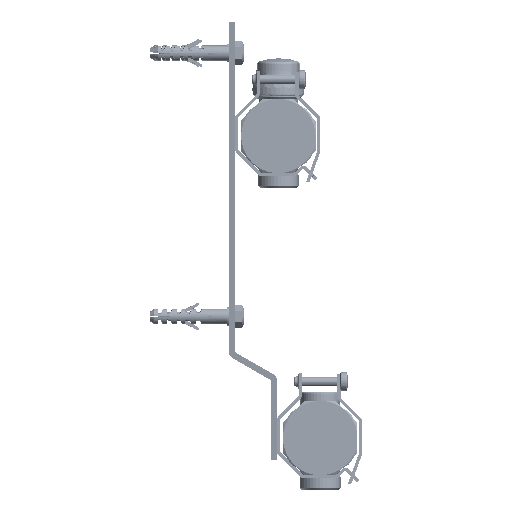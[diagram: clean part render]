
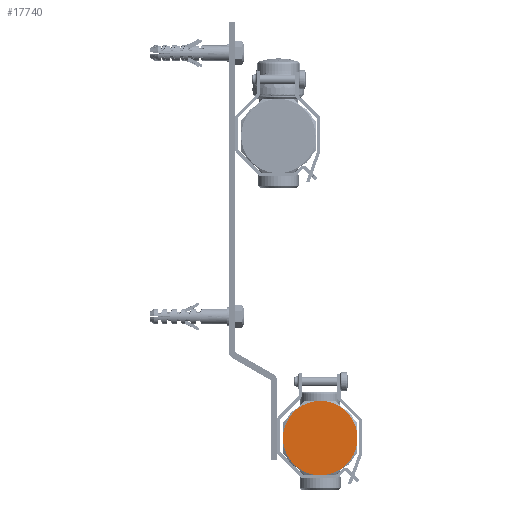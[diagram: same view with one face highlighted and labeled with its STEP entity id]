
A CAD part, front view. The second image highlights one B-rep face of the part: STEP entity #17740.
In plain terms, the highlighted planar face has unit normal (0, -1, 0).
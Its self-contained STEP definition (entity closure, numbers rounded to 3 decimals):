
#17653=CARTESIAN_POINT('Axis2P3D Location',(27.,164.74,-76.714)) ;
#17658=CARTESIAN_POINT('Axis2P3D Location',(27.,164.74,-52.714)) ;
#17662=CARTESIAN_POINT('Vertex',(27.,164.74,-28.714)) ;
#17664=CARTESIAN_POINT('Vertex',(15.494,164.74,-31.652)) ;
#17667=CARTESIAN_POINT('Axis2P3D Location',(27.,164.74,-52.714)) ;
#17671=CARTESIAN_POINT('Vertex',(10.029,164.74,-35.744)) ;
#17674=CARTESIAN_POINT('Axis2P3D Location',(27.,164.74,-52.714)) ;
#17678=CARTESIAN_POINT('Vertex',(3.,164.74,-52.714)) ;
#17681=CARTESIAN_POINT('Axis2P3D Location',(27.,164.74,-52.714)) ;
#17685=CARTESIAN_POINT('Vertex',(10.029,164.74,-69.685)) ;
#17688=CARTESIAN_POINT('Axis2P3D Location',(27.,164.74,-52.714)) ;
#17692=CARTESIAN_POINT('Vertex',(27.,164.74,-76.714)) ;
#17695=CARTESIAN_POINT('Axis2P3D Location',(27.,164.74,-52.714)) ;
#17699=CARTESIAN_POINT('Vertex',(38.506,164.74,-73.776)) ;
#17702=CARTESIAN_POINT('Axis2P3D Location',(27.,164.74,-52.714)) ;
#17706=CARTESIAN_POINT('Vertex',(43.971,164.74,-69.685)) ;
#17709=CARTESIAN_POINT('Axis2P3D Location',(27.,164.74,-52.714)) ;
#17713=CARTESIAN_POINT('Vertex',(51.,164.74,-52.714)) ;
#17716=CARTESIAN_POINT('Axis2P3D Location',(27.,164.74,-52.714)) ;
#17720=CARTESIAN_POINT('Vertex',(43.971,164.74,-35.744)) ;
#17723=CARTESIAN_POINT('Axis2P3D Location',(27.,164.74,-52.714)) ;
#17654=DIRECTION('Axis2P3D Direction',(0.,-1.,0.)) ;
#17655=DIRECTION('Axis2P3D XDirection',(1.,0.,0.)) ;
#17659=DIRECTION('Axis2P3D Direction',(0.,-1.,0.)) ;
#17668=DIRECTION('Axis2P3D Direction',(0.,-1.,0.)) ;
#17675=DIRECTION('Axis2P3D Direction',(0.,-1.,0.)) ;
#17682=DIRECTION('Axis2P3D Direction',(0.,-1.,0.)) ;
#17689=DIRECTION('Axis2P3D Direction',(0.,-1.,0.)) ;
#17696=DIRECTION('Axis2P3D Direction',(0.,-1.,0.)) ;
#17703=DIRECTION('Axis2P3D Direction',(0.,-1.,0.)) ;
#17710=DIRECTION('Axis2P3D Direction',(0.,-1.,0.)) ;
#17717=DIRECTION('Axis2P3D Direction',(0.,-1.,0.)) ;
#17724=DIRECTION('Axis2P3D Direction',(0.,-1.,0.)) ;
#17656=AXIS2_PLACEMENT_3D('Plane Axis2P3D',#17653,#17654,#17655) ;
#17660=AXIS2_PLACEMENT_3D('Circle Axis2P3D',#17658,#17659,$) ;
#17669=AXIS2_PLACEMENT_3D('Circle Axis2P3D',#17667,#17668,$) ;
#17676=AXIS2_PLACEMENT_3D('Circle Axis2P3D',#17674,#17675,$) ;
#17683=AXIS2_PLACEMENT_3D('Circle Axis2P3D',#17681,#17682,$) ;
#17690=AXIS2_PLACEMENT_3D('Circle Axis2P3D',#17688,#17689,$) ;
#17697=AXIS2_PLACEMENT_3D('Circle Axis2P3D',#17695,#17696,$) ;
#17704=AXIS2_PLACEMENT_3D('Circle Axis2P3D',#17702,#17703,$) ;
#17711=AXIS2_PLACEMENT_3D('Circle Axis2P3D',#17709,#17710,$) ;
#17718=AXIS2_PLACEMENT_3D('Circle Axis2P3D',#17716,#17717,$) ;
#17725=AXIS2_PLACEMENT_3D('Circle Axis2P3D',#17723,#17724,$) ;
#17661=CIRCLE('generated circle',#17660,24.) ;
#17670=CIRCLE('generated circle',#17669,24.) ;
#17677=CIRCLE('generated circle',#17676,24.) ;
#17684=CIRCLE('generated circle',#17683,24.) ;
#17691=CIRCLE('generated circle',#17690,24.) ;
#17698=CIRCLE('generated circle',#17697,24.) ;
#17705=CIRCLE('generated circle',#17704,24.) ;
#17712=CIRCLE('generated circle',#17711,24.) ;
#17719=CIRCLE('generated circle',#17718,24.) ;
#17726=CIRCLE('generated circle',#17725,24.) ;
#17657=PLANE('',#17656) ;
#17666=EDGE_CURVE('',#17663,#17665,#17661,.T.) ;
#17673=EDGE_CURVE('',#17665,#17672,#17670,.T.) ;
#17680=EDGE_CURVE('',#17672,#17679,#17677,.T.) ;
#17687=EDGE_CURVE('',#17679,#17686,#17684,.T.) ;
#17694=EDGE_CURVE('',#17686,#17693,#17691,.T.) ;
#17701=EDGE_CURVE('',#17693,#17700,#17698,.T.) ;
#17708=EDGE_CURVE('',#17700,#17707,#17705,.T.) ;
#17715=EDGE_CURVE('',#17707,#17714,#17712,.T.) ;
#17722=EDGE_CURVE('',#17714,#17721,#17719,.T.) ;
#17727=EDGE_CURVE('',#17721,#17663,#17726,.T.) ;
#17729=ORIENTED_EDGE('',*,*,#17666,.T.) ;
#17730=ORIENTED_EDGE('',*,*,#17673,.T.) ;
#17731=ORIENTED_EDGE('',*,*,#17680,.T.) ;
#17732=ORIENTED_EDGE('',*,*,#17687,.T.) ;
#17733=ORIENTED_EDGE('',*,*,#17694,.T.) ;
#17734=ORIENTED_EDGE('',*,*,#17701,.T.) ;
#17735=ORIENTED_EDGE('',*,*,#17708,.T.) ;
#17736=ORIENTED_EDGE('',*,*,#17715,.T.) ;
#17737=ORIENTED_EDGE('',*,*,#17722,.T.) ;
#17738=ORIENTED_EDGE('',*,*,#17727,.T.) ;
#17728=EDGE_LOOP('',(#17729,#17730,#17731,#17732,#17733,#17734,#17735,#17736,#17737,#17738)) ;
#17663=VERTEX_POINT('',#17662) ;
#17665=VERTEX_POINT('',#17664) ;
#17672=VERTEX_POINT('',#17671) ;
#17679=VERTEX_POINT('',#17678) ;
#17686=VERTEX_POINT('',#17685) ;
#17693=VERTEX_POINT('',#17692) ;
#17700=VERTEX_POINT('',#17699) ;
#17707=VERTEX_POINT('',#17706) ;
#17714=VERTEX_POINT('',#17713) ;
#17721=VERTEX_POINT('',#17720) ;
#17740=ADVANCED_FACE('PartBody',(#17739),#17657,.T.) ;
#17739=FACE_OUTER_BOUND('',#17728,.T.) ;
